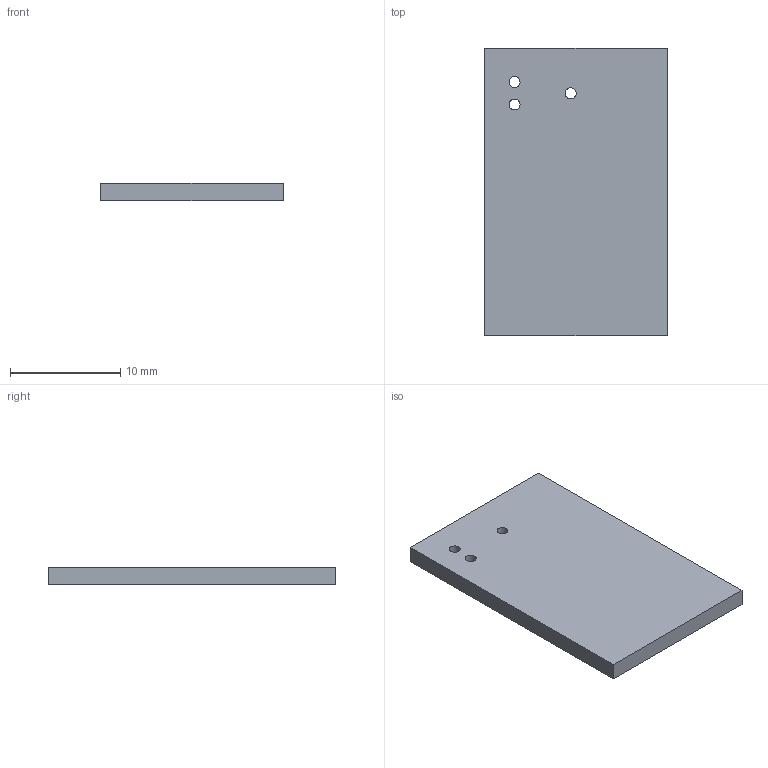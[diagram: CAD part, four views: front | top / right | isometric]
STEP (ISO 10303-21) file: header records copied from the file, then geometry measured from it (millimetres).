
FILE_DESCRIPTION(('KiCad electronic assembly'),'2;1');
FILE_NAME('STM32F103C8T6.step','2023-12-14T14:03:12',('Pcbnew'),('Kicad' ),'Open CASCADE STEP processor 7.7','KiCad to STEP converter', 'Unknown');
FILE_SCHEMA(('AUTOMOTIVE_DESIGN { 1 0 10303 214 1 1 1 1 }'));
Length unit declared in the file: millimetre
Products named in the file (2): STM32F103C8T6 1; STM32F103C8T6 PCB
Assembly tree (1 placements, depth 2):
  STM32F103C8T6 1
    STM32F103C8T6 PCB
Bounding box: 16.5 x 26 x 1.58 mm (x, y, z)
Volume: 674.2 mm3; surface area: 1002.4 mm2
Topology: 1 solids, 1 shells, 9 faces, 21 edges, 14 vertices
Faces by surface type: plane 6, cylinder 3
Full cylindrical faces by diameter (mm): 0.991 x3
Entity records: 613 total; most frequent: CARTESIAN_POINT 124, DIRECTION 85, LINE 51, VECTOR 51, ORIENTED_EDGE 42, PCURVE 42, DEFINITIONAL_REPRESENTATION 42, EDGE_CURVE 21
